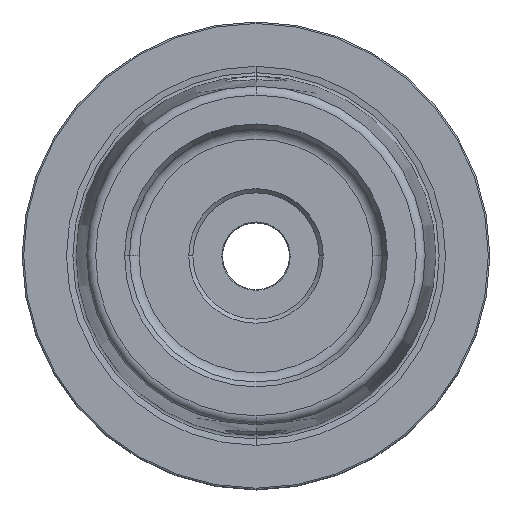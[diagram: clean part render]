
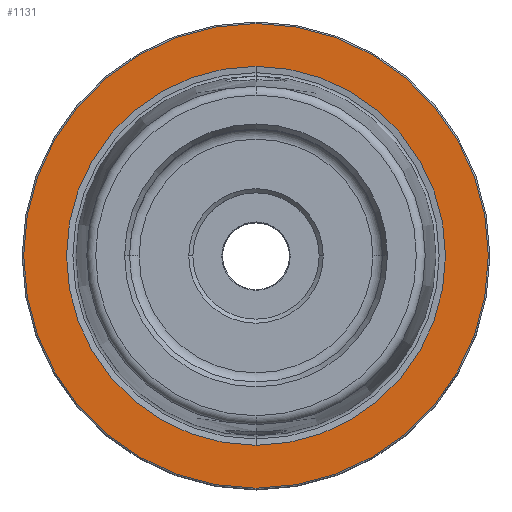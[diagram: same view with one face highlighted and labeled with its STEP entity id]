
A CAD part, top view. The second image highlights one B-rep face of the part: STEP entity #1131.
In plain terms, the highlighted planar face has unit normal (0, 0, 1).
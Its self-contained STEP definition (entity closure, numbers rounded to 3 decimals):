
#25 = CIRCLE ( 'NONE', #619, 25.5 ) ;
#50 = ORIENTED_EDGE ( 'NONE', *, *, #1113, .T. ) ;
#51 = DIRECTION ( 'NONE',  ( 0., 0., 1. ) ) ;
#345 = CIRCLE ( 'NONE', #706, 31.27 ) ;
#400 = FACE_BOUND ( 'NONE', #2318, .T. ) ;
#429 = FACE_OUTER_BOUND ( 'NONE', #932, .T. ) ;
#439 = CIRCLE ( 'NONE', #1652, 31.27 ) ;
#619 = AXIS2_PLACEMENT_3D ( 'NONE', #2504, #2476, #2473 ) ;
#705 = DIRECTION ( 'NONE',  ( 0., 0., 1. ) ) ;
#706 = AXIS2_PLACEMENT_3D ( 'NONE', #4048, #3690, #3370 ) ;
#734 = PLANE ( 'NONE',  #1566 ) ;
#777 = CARTESIAN_POINT ( 'NONE',  ( 0., -25.5, 0. ) ) ;
#825 = CARTESIAN_POINT ( 'NONE',  ( 0., 0., 0. ) ) ;
#858 = DIRECTION ( 'NONE',  ( 0., -1., 0. ) ) ;
#912 = EDGE_CURVE ( 'NONE', #3817, #4013, #1144, .T. ) ;
#932 = EDGE_LOOP ( 'NONE', ( #50, #1717 ) ) ;
#1113 = EDGE_CURVE ( 'NONE', #2830, #2526, #439, .T. ) ;
#1131 = ADVANCED_FACE ( 'NONE', ( #429, #400 ), #734, .T. ) ;
#1144 = CIRCLE ( 'NONE', #1946, 25.5 ) ;
#1233 = CARTESIAN_POINT ( 'NONE',  ( 0., 25.5, 0. ) ) ;
#1566 = AXIS2_PLACEMENT_3D ( 'NONE', #3378, #705, #3601 ) ;
#1652 = AXIS2_PLACEMENT_3D ( 'NONE', #825, #51, #858 ) ;
#1717 = ORIENTED_EDGE ( 'NONE', *, *, #3067, .T. ) ;
#1946 = AXIS2_PLACEMENT_3D ( 'NONE', #3535, #2424, #2668 ) ;
#2318 = EDGE_LOOP ( 'NONE', ( #2641, #3815 ) ) ;
#2424 = DIRECTION ( 'NONE',  ( 0., 0., -1. ) ) ;
#2473 = DIRECTION ( 'NONE',  ( 0., 1., 0. ) ) ;
#2476 = DIRECTION ( 'NONE',  ( 0., 0., -1. ) ) ;
#2504 = CARTESIAN_POINT ( 'NONE',  ( 0., 0., 0. ) ) ;
#2514 = CARTESIAN_POINT ( 'NONE',  ( 0., -31.27, 0. ) ) ;
#2526 = VERTEX_POINT ( 'NONE', #3557 ) ;
#2641 = ORIENTED_EDGE ( 'NONE', *, *, #912, .T. ) ;
#2668 = DIRECTION ( 'NONE',  ( 0., 1., 0. ) ) ;
#2830 = VERTEX_POINT ( 'NONE', #2514 ) ;
#3067 = EDGE_CURVE ( 'NONE', #2526, #2830, #345, .T. ) ;
#3353 = EDGE_CURVE ( 'NONE', #4013, #3817, #25, .T. ) ;
#3370 = DIRECTION ( 'NONE',  ( 0., -1., 0. ) ) ;
#3378 = CARTESIAN_POINT ( 'NONE',  ( 0., 31.47, 0. ) ) ;
#3535 = CARTESIAN_POINT ( 'NONE',  ( 0., 0., 0. ) ) ;
#3557 = CARTESIAN_POINT ( 'NONE',  ( 0., 31.27, 0. ) ) ;
#3601 = DIRECTION ( 'NONE',  ( 0., -1., 0. ) ) ;
#3690 = DIRECTION ( 'NONE',  ( 0., 0., 1. ) ) ;
#3815 = ORIENTED_EDGE ( 'NONE', *, *, #3353, .T. ) ;
#3817 = VERTEX_POINT ( 'NONE', #777 ) ;
#4013 = VERTEX_POINT ( 'NONE', #1233 ) ;
#4048 = CARTESIAN_POINT ( 'NONE',  ( 0., 0., 0. ) ) ;
